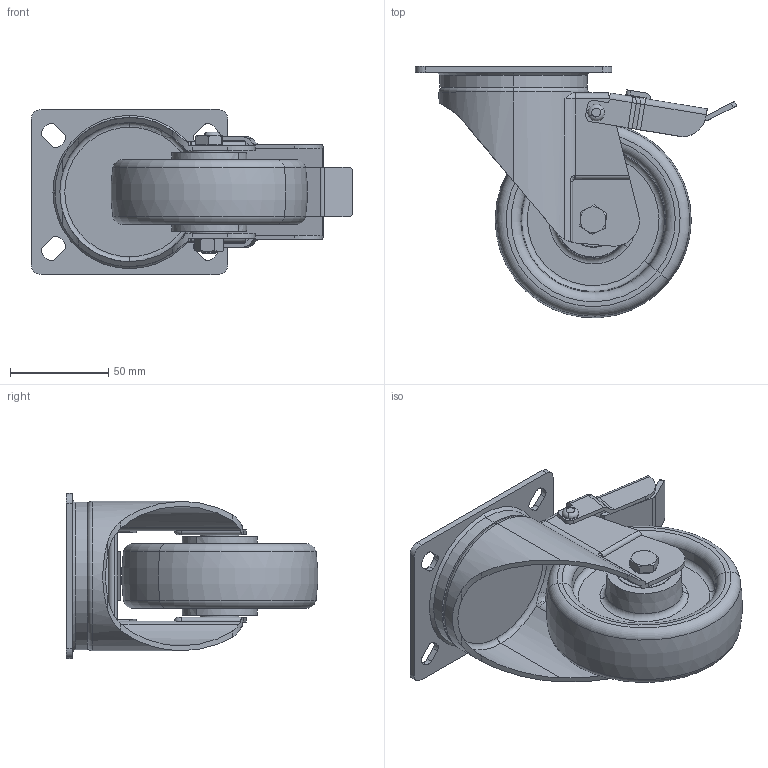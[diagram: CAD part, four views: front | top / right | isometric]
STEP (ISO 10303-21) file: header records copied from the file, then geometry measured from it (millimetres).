
FILE_DESCRIPTION (( 'STEP AP214' ), '1' );
FILE_NAME ('0029860_L-MV-PAM-100-K-3-DSN_(A-03).step', '2019-10-11T09:26:39', ( '' ), ( '' ), 'SwSTEP 2.0', 'SolidWorks 2018', '' );
FILE_SCHEMA (( 'AUTOMOTIVE_DESIGN' ));
Length unit declared in the file: millimetre
Products named in the file (1): 0029860_L-MV-PAM-100-K-3-DSN_(A-03)
Bounding box: 163.5 x 127.77 x 84 mm (x, y, z)
Volume: 284715.2 mm3; surface area: 102911.3 mm2
Topology: 10 solids, 14 shells, 440 faces, 1037 edges, 640 vertices
Faces by surface type: cylinder 168, plane 137, torus 71, cone 56, bspline 6, sphere 2
Entity records: 18274 total; most frequent: CARTESIAN_POINT 2931, DIRECTION 2331, ORIENTED_EDGE 2070, EDGE_CURVE 1035, AXIS2_PLACEMENT_3D 950, VERTEX_POINT 640, CIRCLE 515, EDGE_LOOP 497
